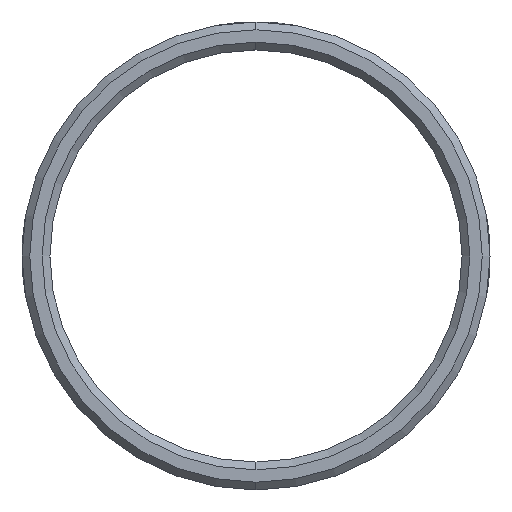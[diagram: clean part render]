
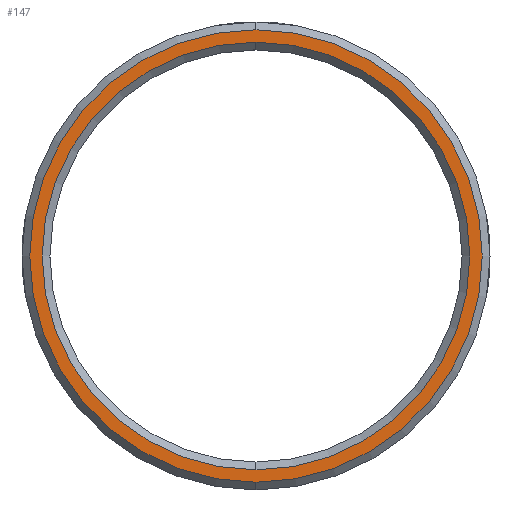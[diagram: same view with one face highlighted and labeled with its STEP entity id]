
A CAD part, left-side view. The second image highlights one B-rep face of the part: STEP entity #147.
In plain terms, the highlighted planar face has unit normal (-1, 0, 0).
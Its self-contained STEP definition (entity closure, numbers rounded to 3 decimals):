
#5 = EDGE_CURVE ( 'NONE', #1345, #1051, #186, .T. ) ;
#20 = EDGE_LOOP ( 'NONE', ( #761, #1150 ) ) ;
#147 = ADVANCED_FACE ( 'NONE', ( #787, #1102 ), #627, .F. ) ;
#186 = CIRCLE ( 'NONE', #867, 29.15 ) ;
#224 = CARTESIAN_POINT ( 'NONE',  ( 0., 0., 0. ) ) ;
#254 = DIRECTION ( 'NONE',  ( 0., 0., -1. ) ) ;
#274 = DIRECTION ( 'NONE',  ( 0., 0., -1. ) ) ;
#300 = DIRECTION ( 'NONE',  ( 1., 0., 0. ) ) ;
#320 = CARTESIAN_POINT ( 'NONE',  ( 0., 0., -27.55 ) ) ;
#367 = VERTEX_POINT ( 'NONE', #1204 ) ;
#383 = AXIS2_PLACEMENT_3D ( 'NONE', #604, #300, #274 ) ;
#453 = DIRECTION ( 'NONE',  ( -1., 0., 0. ) ) ;
#463 = DIRECTION ( 'NONE',  ( 0., 0., -1. ) ) ;
#482 = CARTESIAN_POINT ( 'NONE',  ( 0., 0., 0. ) ) ;
#507 = AXIS2_PLACEMENT_3D ( 'NONE', #224, #614, #577 ) ;
#530 = CARTESIAN_POINT ( 'NONE',  ( 0., 0., -29.15 ) ) ;
#551 = CARTESIAN_POINT ( 'NONE',  ( 0., 0., 0. ) ) ;
#577 = DIRECTION ( 'NONE',  ( 0., 0., -1. ) ) ;
#602 = EDGE_CURVE ( 'NONE', #696, #367, #1309, .T. ) ;
#604 = CARTESIAN_POINT ( 'NONE',  ( 0., 0., 0. ) ) ;
#614 = DIRECTION ( 'NONE',  ( -1., 0., 0. ) ) ;
#627 = PLANE ( 'NONE',  #826 ) ;
#628 = AXIS2_PLACEMENT_3D ( 'NONE', #551, #1076, #463 ) ;
#632 = ORIENTED_EDGE ( 'NONE', *, *, #954, .T. ) ;
#696 = VERTEX_POINT ( 'NONE', #320 ) ;
#761 = ORIENTED_EDGE ( 'NONE', *, *, #966, .T. ) ;
#787 = FACE_OUTER_BOUND ( 'NONE', #1374, .T. ) ;
#797 = CARTESIAN_POINT ( 'NONE',  ( 0., 0., 0. ) ) ;
#826 = AXIS2_PLACEMENT_3D ( 'NONE', #797, #1322, #254 ) ;
#867 = AXIS2_PLACEMENT_3D ( 'NONE', #482, #453, #964 ) ;
#937 = CIRCLE ( 'NONE', #628, 27.55 ) ;
#954 = EDGE_CURVE ( 'NONE', #1051, #1345, #961, .T. ) ;
#961 = CIRCLE ( 'NONE', #507, 29.15 ) ;
#964 = DIRECTION ( 'NONE',  ( 0., 0., -1. ) ) ;
#966 = EDGE_CURVE ( 'NONE', #367, #696, #937, .T. ) ;
#1039 = ORIENTED_EDGE ( 'NONE', *, *, #5, .T. ) ;
#1051 = VERTEX_POINT ( 'NONE', #530 ) ;
#1076 = DIRECTION ( 'NONE',  ( 1., 0., 0. ) ) ;
#1102 = FACE_BOUND ( 'NONE', #20, .T. ) ;
#1150 = ORIENTED_EDGE ( 'NONE', *, *, #602, .T. ) ;
#1204 = CARTESIAN_POINT ( 'NONE',  ( 0., 0., 27.55 ) ) ;
#1309 = CIRCLE ( 'NONE', #383, 27.55 ) ;
#1322 = DIRECTION ( 'NONE',  ( 1., 0., 0. ) ) ;
#1345 = VERTEX_POINT ( 'NONE', #1386 ) ;
#1374 = EDGE_LOOP ( 'NONE', ( #632, #1039 ) ) ;
#1386 = CARTESIAN_POINT ( 'NONE',  ( 0., 0., 29.15 ) ) ;
